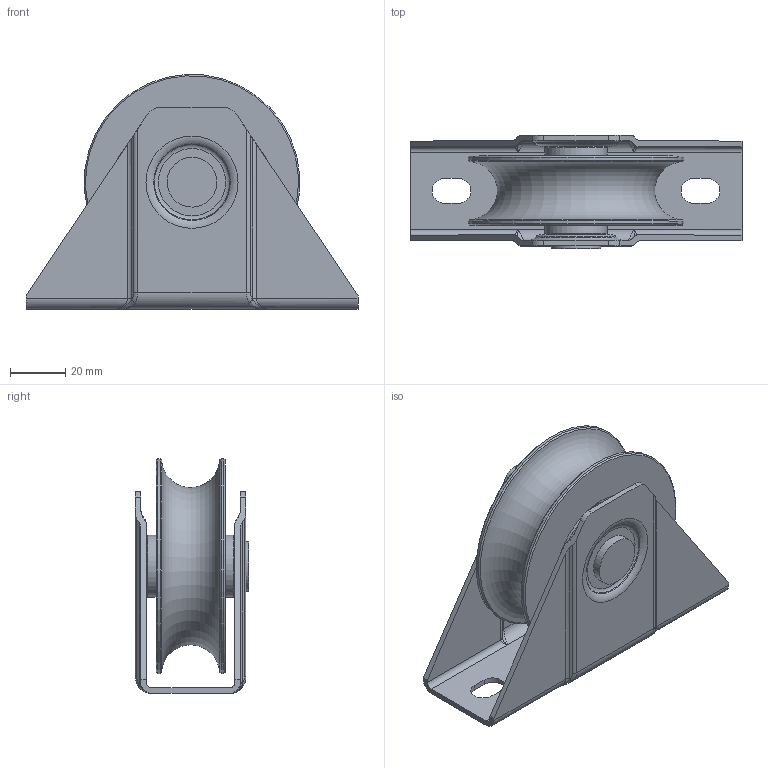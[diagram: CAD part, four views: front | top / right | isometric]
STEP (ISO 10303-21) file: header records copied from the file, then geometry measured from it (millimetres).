
FILE_DESCRIPTION(/* description */ (''),/* implementation_level */ '2;1');
FILE_NAME(/* name */ '21081R21.stp',/* time_stamp */ '2019-08-08T16:12:37+02:00',/* author */ ('DOMINIQUE'),/* organization */ (''),/* preprocessor_version */ 'ST-DEVELOPER v17.2',/* originating_system */ 'Autodesk Inventor 2019',/* authorisation */ '');
FILE_SCHEMA (('AUTOMOTIVE_DESIGN { 1 0 10303 214 3 1 1 }'));
Length unit declared in the file: millimetre
Products named in the file (1): 21081R21
Bounding box: 120 x 41 x 84.92 mm (x, y, z)
Volume: 96837.5 mm3; surface area: 61456.5 mm2
Topology: 8 solids, 8 shells, 276 faces, 713 edges, 462 vertices
Faces by surface type: plane 93, bspline 76, cylinder 59, torus 26, cone 18, sphere 4
Full cylindrical faces by diameter (mm): 10.5 x1, 13.9 x1, 14.2 x2, 14.5 x2, 17 x3, 18 x1, 22.5 x2, 23.9 x2, 33.1 x2, 36.5 x1, 40 x2, 40.4 x1, 45 x1, 78 x2
Entity records: 9753 total; most frequent: CARTESIAN_POINT 2898, ORIENTED_EDGE 1408, DIRECTION 1253, EDGE_CURVE 704, VERTEX_POINT 478, AXIS2_PLACEMENT_3D 476, EDGE_LOOP 330, LINE 301
